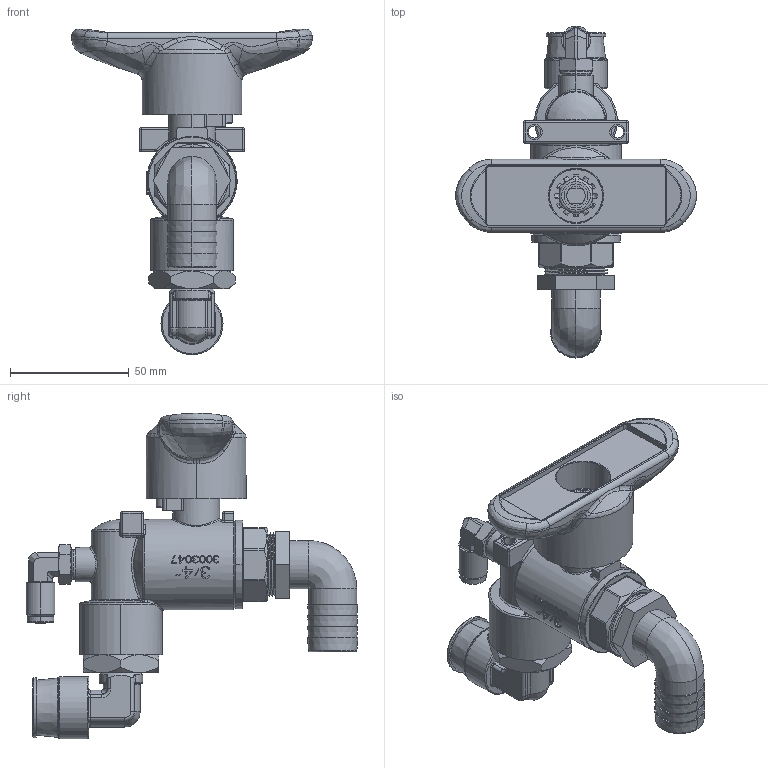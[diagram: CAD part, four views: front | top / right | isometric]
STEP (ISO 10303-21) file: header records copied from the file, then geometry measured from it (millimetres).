
FILE_DESCRIPTION((''),'2;1');
FILE_NAME('3003059-2-01-3_ASM','2011-10-07T',('achurilla'),(''),'PRO/ENGINEER BY PARAMETRIC TECHNOLOGY CORPORATION, 2007390','PRO/ENGINEER BY PARAMETRIC TECHNOLOGY CORPORATION, 2007390','');
FILE_SCHEMA(('CONFIG_CONTROL_DESIGN'));
Length unit declared in the file: inch
Products named in the file (19): 3003045_AF0; 3003046_ASM; 3002015; 3002028; 3002019; 3002016; 3002014; 3002018; 3002017; 3003047_ASM; 4050560; 3002641; 4050816; 4050817; 4050608; 3070212; 3070310; 3070219; 3003059-2-01-3_ASM
Assembly tree (20 placements, depth 4):
  3003059-2-01-3_ASM
    3003047_ASM
      3003046_ASM
        3003045_AF0
      3002015  x2
      3002028
      3002019
      3002016
      3002014
      3002018
      3002017
    4050560
    3002641
    4050816
    4050817
    4050608  x2
    3070212
    3070310
    3070219
Bounding box: 101.59 x 140.04 x 137.34 mm (x, y, z)
Volume: 157598.3 mm3; surface area: 81195.9 mm2
Topology: 20 solids, 24 shells, 1405 faces, 3508 edges, 2200 vertices
Faces by surface type: plane 586, cylinder 344, bspline 252, cone 107, torus 93, sphere 21, extrusion 2
Entity records: 60603 total; most frequent: CARTESIAN_POINT 29046, ORIENTED_EDGE 6924, DIRECTION 5798, EDGE_CURVE 3470, VERTEX_POINT 2178, AXIS2_PLACEMENT_3D 2115, VECTOR 1568, LINE 1566
